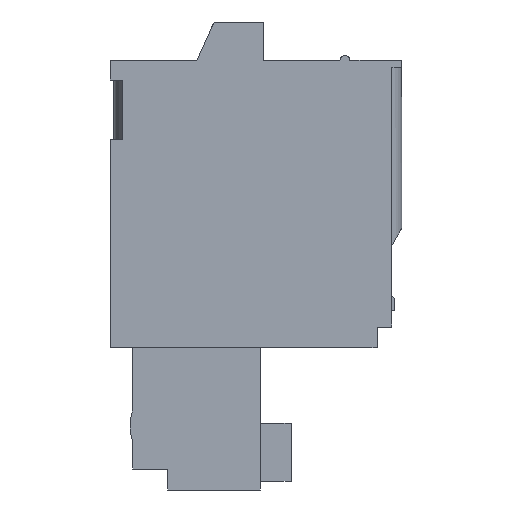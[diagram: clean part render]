
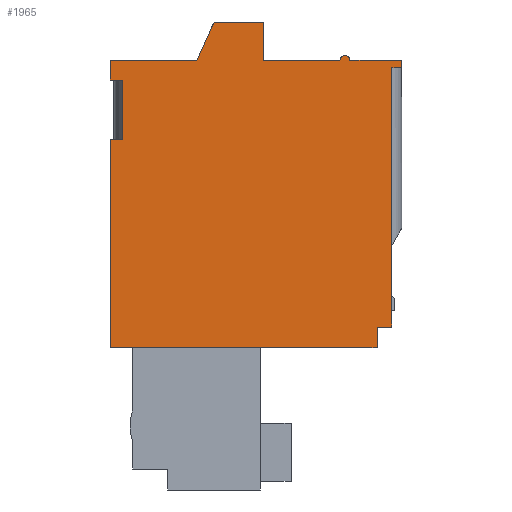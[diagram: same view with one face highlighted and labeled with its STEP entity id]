
A CAD part, left-side view. The second image highlights one B-rep face of the part: STEP entity #1965.
In plain terms, the highlighted planar face has unit normal (-1, 0, 0).
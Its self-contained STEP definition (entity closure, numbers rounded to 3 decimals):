
#1965 = ADVANCED_FACE( '', ( #5087 ), #5088, .T. );
#5087 = FACE_OUTER_BOUND( '', #9664, .T. );
#5088 = PLANE( '', #9665 );
#9664 = EDGE_LOOP( '', ( #14461, #14462, #14463, #14464, #14465, #14466, #14467, #14468, #14469, #14470, #14471, #14472, #14473, #14474, #14475, #14476, #14477, #14478 ) );
#9665 = AXIS2_PLACEMENT_3D( '', #14479, #14480, #14481 );
#14461 = ORIENTED_EDGE( '', *, *, #28670, .T. );
#14462 = ORIENTED_EDGE( '', *, *, #28671, .T. );
#14463 = ORIENTED_EDGE( '', *, *, #28672, .T. );
#14464 = ORIENTED_EDGE( '', *, *, #28673, .T. );
#14465 = ORIENTED_EDGE( '', *, *, #28674, .T. );
#14466 = ORIENTED_EDGE( '', *, *, #28675, .T. );
#14467 = ORIENTED_EDGE( '', *, *, #28676, .T. );
#14468 = ORIENTED_EDGE( '', *, *, #28677, .T. );
#14469 = ORIENTED_EDGE( '', *, *, #28678, .T. );
#14470 = ORIENTED_EDGE( '', *, *, #28679, .T. );
#14471 = ORIENTED_EDGE( '', *, *, #28680, .T. );
#14472 = ORIENTED_EDGE( '', *, *, #28681, .T. );
#14473 = ORIENTED_EDGE( '', *, *, #28682, .T. );
#14474 = ORIENTED_EDGE( '', *, *, #28683, .T. );
#14475 = ORIENTED_EDGE( '', *, *, #28684, .T. );
#14476 = ORIENTED_EDGE( '', *, *, #28685, .T. );
#14477 = ORIENTED_EDGE( '', *, *, #28686, .T. );
#14478 = ORIENTED_EDGE( '', *, *, #28687, .T. );
#14479 = CARTESIAN_POINT( '', ( -15.3, -4.1, 5.55 ) );
#14480 = DIRECTION( '', ( -1., 0., 0. ) );
#14481 = DIRECTION( '', ( 0., 0., 1. ) );
#28670 = EDGE_CURVE( '', #34560, #34561, #34562, .T. );
#28671 = EDGE_CURVE( '', #34561, #34563, #34564, .T. );
#28672 = EDGE_CURVE( '', #34563, #34565, #34566, .T. );
#28673 = EDGE_CURVE( '', #34565, #34567, #34568, .T. );
#28674 = EDGE_CURVE( '', #34567, #34569, #34570, .T. );
#28675 = EDGE_CURVE( '', #34569, #34571, #34572, .T. );
#28676 = EDGE_CURVE( '', #34571, #34573, #34574, .T. );
#28677 = EDGE_CURVE( '', #34573, #34575, #34576, .T. );
#28678 = EDGE_CURVE( '', #34575, #34577, #34578, .T. );
#28679 = EDGE_CURVE( '', #34577, #34579, #34580, .T. );
#28680 = EDGE_CURVE( '', #34579, #34581, #34582, .T. );
#28681 = EDGE_CURVE( '', #34581, #34583, #34584, .T. );
#28682 = EDGE_CURVE( '', #34583, #34585, #34586, .T. );
#28683 = EDGE_CURVE( '', #34585, #34587, #34588, .T. );
#28684 = EDGE_CURVE( '', #34587, #34589, #34590, .T. );
#28685 = EDGE_CURVE( '', #34589, #34591, #34592, .T. );
#28686 = EDGE_CURVE( '', #34591, #34593, #34594, .T. );
#28687 = EDGE_CURVE( '', #34593, #34560, #34595, .T. );
#34560 = VERTEX_POINT( '', #43255 );
#34561 = VERTEX_POINT( '', #43256 );
#34562 = LINE( '', #43257, #43258 );
#34563 = VERTEX_POINT( '', #43259 );
#34564 = LINE( '', #43260, #43261 );
#34565 = VERTEX_POINT( '', #43262 );
#34566 = LINE( '', #43263, #43264 );
#34567 = VERTEX_POINT( '', #43265 );
#34568 = LINE( '', #43266, #43267 );
#34569 = VERTEX_POINT( '', #43268 );
#34570 = LINE( '', #43269, #43270 );
#34571 = VERTEX_POINT( '', #43271 );
#34572 = LINE( '', #43272, #43273 );
#34573 = VERTEX_POINT( '', #43274 );
#34574 = CIRCLE( '', #43275, 0.2 );
#34575 = VERTEX_POINT( '', #43276 );
#34576 = LINE( '', #43277, #43278 );
#34577 = VERTEX_POINT( '', #43279 );
#34578 = LINE( '', #43280, #43281 );
#34579 = VERTEX_POINT( '', #43282 );
#34580 = LINE( '', #43283, #43284 );
#34581 = VERTEX_POINT( '', #43285 );
#34582 = LINE( '', #43286, #43287 );
#34583 = VERTEX_POINT( '', #43288 );
#34584 = LINE( '', #43289, #43290 );
#34585 = VERTEX_POINT( '', #43291 );
#34586 = LINE( '', #43292, #43293 );
#34587 = VERTEX_POINT( '', #43294 );
#34588 = LINE( '', #43295, #43296 );
#34589 = VERTEX_POINT( '', #43297 );
#34590 = LINE( '', #43298, #43299 );
#34591 = VERTEX_POINT( '', #43300 );
#34592 = LINE( '', #43301, #43302 );
#34593 = VERTEX_POINT( '', #43303 );
#34594 = LINE( '', #43304, #43305 );
#34595 = LINE( '', #43306, #43307 );
#43255 = CARTESIAN_POINT( '', ( -15.3, -5.4, -6.1 ) );
#43256 = CARTESIAN_POINT( '', ( -15.3, -5.4, -5.25 ) );
#43257 = CARTESIAN_POINT( '', ( -15.3, -5.4, -6.1 ) );
#43258 = VECTOR( '', #55593, 1000. );
#43259 = CARTESIAN_POINT( '', ( -15.3, -6., -5.25 ) );
#43260 = CARTESIAN_POINT( '', ( -15.3, -5.4, -5.25 ) );
#43261 = VECTOR( '', #55594, 1000. );
#43262 = CARTESIAN_POINT( '', ( -15.3, -6., 5.25 ) );
#43263 = CARTESIAN_POINT( '', ( -15.3, -6., -5.25 ) );
#43264 = VECTOR( '', #55595, 1000. );
#43265 = CARTESIAN_POINT( '', ( -15.3, -6.4, 5.25 ) );
#43266 = CARTESIAN_POINT( '', ( -15.3, -6., 5.25 ) );
#43267 = VECTOR( '', #55596, 1000. );
#43268 = CARTESIAN_POINT( '', ( -15.3, -6.4, 5.55 ) );
#43269 = CARTESIAN_POINT( '', ( -15.3, -6.4, 5.25 ) );
#43270 = VECTOR( '', #55597, 1000. );
#43271 = CARTESIAN_POINT( '', ( -15.3, -4.3, 5.55 ) );
#43272 = CARTESIAN_POINT( '', ( -15.3, -6.4, 5.55 ) );
#43273 = VECTOR( '', #55598, 1000. );
#43274 = CARTESIAN_POINT( '', ( -15.3, -3.9, 5.55 ) );
#43275 = AXIS2_PLACEMENT_3D( '', #55599, #55600, #55601 );
#43276 = CARTESIAN_POINT( '', ( -15.3, -0.8, 5.55 ) );
#43277 = CARTESIAN_POINT( '', ( -15.3, -3.9, 5.55 ) );
#43278 = VECTOR( '', #55602, 1000. );
#43279 = CARTESIAN_POINT( '', ( -15.3, -0.8, 7.1 ) );
#43280 = CARTESIAN_POINT( '', ( -15.3, -0.8, 5.55 ) );
#43281 = VECTOR( '', #55603, 1000. );
#43282 = CARTESIAN_POINT( '', ( -15.3, 1.2, 7.1 ) );
#43283 = CARTESIAN_POINT( '', ( -15.3, -0.8, 7.1 ) );
#43284 = VECTOR( '', #55604, 1000. );
#43285 = CARTESIAN_POINT( '', ( -15.3, 1.9, 5.55 ) );
#43286 = CARTESIAN_POINT( '', ( -15.3, 1.2, 7.1 ) );
#43287 = VECTOR( '', #55605, 1000. );
#43288 = CARTESIAN_POINT( '', ( -15.3, 5.4, 5.55 ) );
#43289 = CARTESIAN_POINT( '', ( -15.3, 1.9, 5.55 ) );
#43290 = VECTOR( '', #55606, 1000. );
#43291 = CARTESIAN_POINT( '', ( -15.3, 5.4, 4.75 ) );
#43292 = CARTESIAN_POINT( '', ( -15.3, 5.4, 5.55 ) );
#43293 = VECTOR( '', #55607, 1000. );
#43294 = CARTESIAN_POINT( '', ( -15.3, 4.9, 4.75 ) );
#43295 = CARTESIAN_POINT( '', ( -15.3, 5.4, 4.75 ) );
#43296 = VECTOR( '', #55608, 1000. );
#43297 = CARTESIAN_POINT( '', ( -15.3, 4.9, 2.35 ) );
#43298 = CARTESIAN_POINT( '', ( -15.3, 4.9, 4.75 ) );
#43299 = VECTOR( '', #55609, 1000. );
#43300 = CARTESIAN_POINT( '', ( -15.3, 5.4, 2.35 ) );
#43301 = CARTESIAN_POINT( '', ( -15.3, 4.9, 2.35 ) );
#43302 = VECTOR( '', #55610, 1000. );
#43303 = CARTESIAN_POINT( '', ( -15.3, 5.4, -6.1 ) );
#43304 = CARTESIAN_POINT( '', ( -15.3, 5.4, 2.35 ) );
#43305 = VECTOR( '', #55611, 1000. );
#43306 = CARTESIAN_POINT( '', ( -15.3, 5.4, -6.1 ) );
#43307 = VECTOR( '', #55612, 1000. );
#55593 = DIRECTION( '', ( 0., 0., 1. ) );
#55594 = DIRECTION( '', ( 0., -1., 0. ) );
#55595 = DIRECTION( '', ( 0., 0., 1. ) );
#55596 = DIRECTION( '', ( 0., -1., 0. ) );
#55597 = DIRECTION( '', ( 0., 0., 1. ) );
#55598 = DIRECTION( '', ( 0., 1., 0. ) );
#55599 = CARTESIAN_POINT( '', ( -15.3, -4.1, 5.55 ) );
#55600 = DIRECTION( '', ( -1., 0., 0. ) );
#55601 = DIRECTION( '', ( 0., -1., 0. ) );
#55602 = DIRECTION( '', ( 0., 1., 0. ) );
#55603 = DIRECTION( '', ( 0., 0., 1. ) );
#55604 = DIRECTION( '', ( 0., 1., 0. ) );
#55605 = DIRECTION( '', ( 0., 0.412, -0.911 ) );
#55606 = DIRECTION( '', ( 0., 1., 0. ) );
#55607 = DIRECTION( '', ( 0., 0., -1. ) );
#55608 = DIRECTION( '', ( 0., -1., 0. ) );
#55609 = DIRECTION( '', ( 0., 0., -1. ) );
#55610 = DIRECTION( '', ( 0., 1., 0. ) );
#55611 = DIRECTION( '', ( 0., 0., -1. ) );
#55612 = DIRECTION( '', ( 0., -1., 0. ) );
